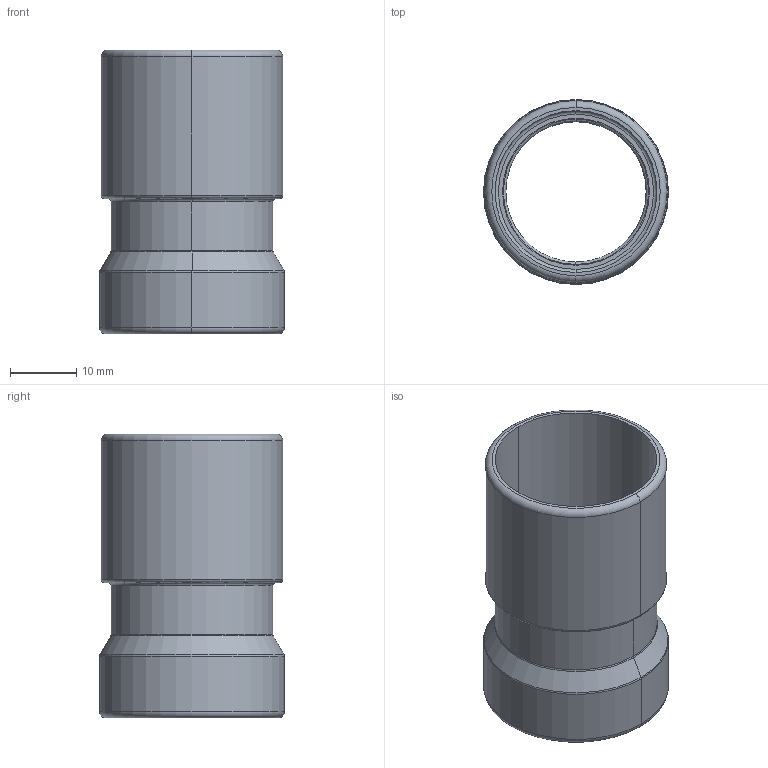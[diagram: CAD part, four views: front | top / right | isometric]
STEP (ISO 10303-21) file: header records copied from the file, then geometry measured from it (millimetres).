
FILE_DESCRIPTION((''),'2;1');
FILE_NAME('4027041422','2023-08-30T16:02:35',('a00565553'),(''),'CREO PARAMETRIC BY PTC INC, 2022414','CREO PARAMETRIC BY PTC INC, 2022414','');
FILE_SCHEMA(('CONFIG_CONTROL_DESIGN','GEOMETRIC_VALIDATION_PROPERTIES_MIM'));
Length unit declared in the file: millimetre
Products named in the file (1): 4027041422
Bounding box: 28 x 28 x 43 mm (x, y, z)
Volume: 5886.5 mm3; surface area: 8198.5 mm2
Topology: 1 solids, 2 shells, 44 faces, 90 edges, 52 vertices
Faces by surface type: torus 20, cylinder 16, plane 6, cone 2
Entity records: 1602 total; most frequent: DIRECTION 252, CARTESIAN_POINT 189, ORIENTED_EDGE 176, AXIS2_PLACEMENT_3D 117, PRESENTATION_STYLE_ASSIGNMENT 92, STYLED_ITEM 92, CURVE_STYLE 90, EDGE_CURVE 90
